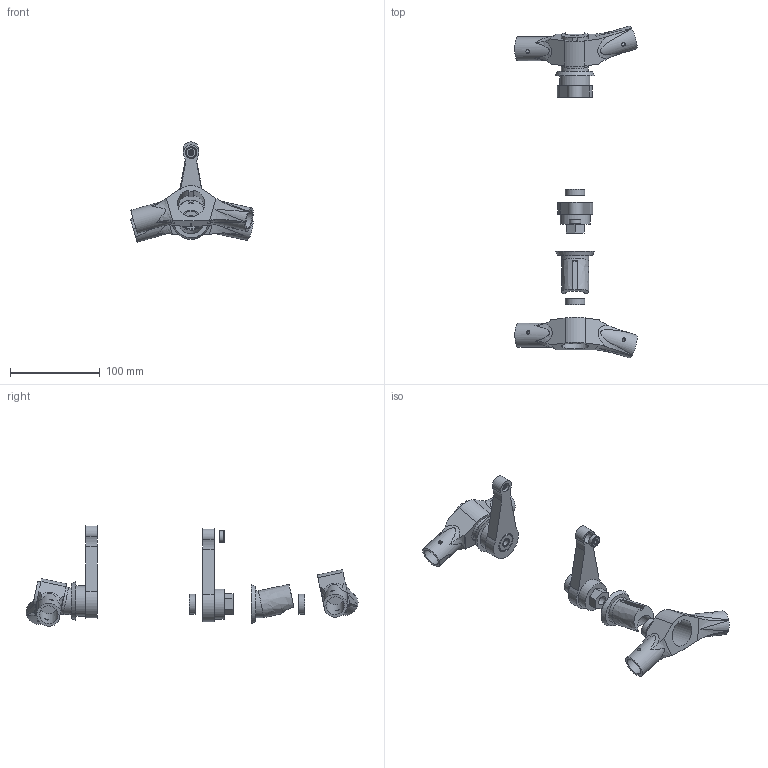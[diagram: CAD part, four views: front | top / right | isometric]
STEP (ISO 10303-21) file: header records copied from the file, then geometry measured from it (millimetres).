
FILE_DESCRIPTION(/* description */ (''),/* implementation_level */ '2;1');
FILE_NAME(/* name */ 'Assembly ConnectionSuspension v34.stp',/* time_stamp */ '2020-12-05T18:15:29+01:00',/* author */ (''),/* organization */ (''),/* preprocessor_version */ 'ST-DEVELOPER v18.1',/* originating_system */ 'Autodesk Translation Framework v9.3.0.1241',/* authorisation */ '');
FILE_SCHEMA (('AUTOMOTIVE_DESIGN { 1 0 10303 214 3 1 1 }'));
Length unit declared in the file: millimetre
Products named in the file (8): Assembly - Connection_Suspension; Suspension 1; Suspension 1 - Right; Suspension 1 - Left; Bielle; Bielle 2; Rolling 4x13x5; Rolling
Assembly tree (13 placements, depth 3):
  Assembly - Connection_Suspension
    Rolling  x4
    Bielle  x2
    Rolling 4x13x5  x2
    Bielle 2  x2
    Suspension 1
      Suspension 1 - Right
      Suspension 1 - Left
Bounding box: 136.58 x 369.59 x 111.78 mm (x, y, z)
Volume: 231051.8 mm3; surface area: 91474.8 mm2
Topology: 12 solids, 12 shells, 282 faces, 688 edges, 466 vertices
Faces by surface type: plane 128, torus 72, cylinder 62, bspline 18, cone 2
Full cylindrical faces by diameter (mm): 4 x2, 4.2 x8, 8 x4, 10 x2, 10.5 x4, 13 x4, 13.1 x2, 20.55 x4, 22 x4, 22.2 x4, 26.55 x2, 30 x2, 33.5 x2
Entity records: 7405 total; most frequent: CARTESIAN_POINT 3154, ORIENTED_EDGE 850, DIRECTION 798, EDGE_CURVE 425, AXIS2_PLACEMENT_3D 321, VERTEX_POINT 293, EDGE_LOOP 200, FACE_OUTER_BOUND 157
